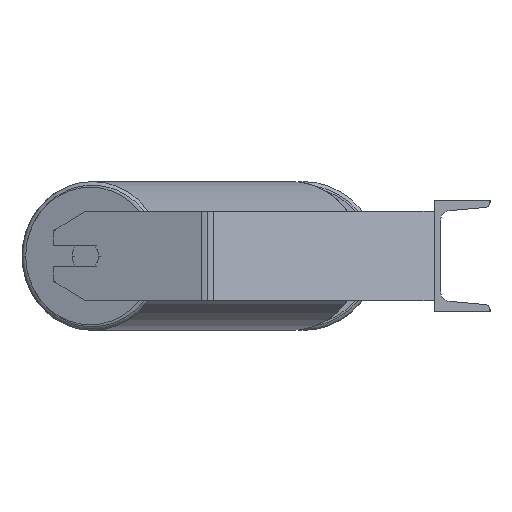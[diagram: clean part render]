
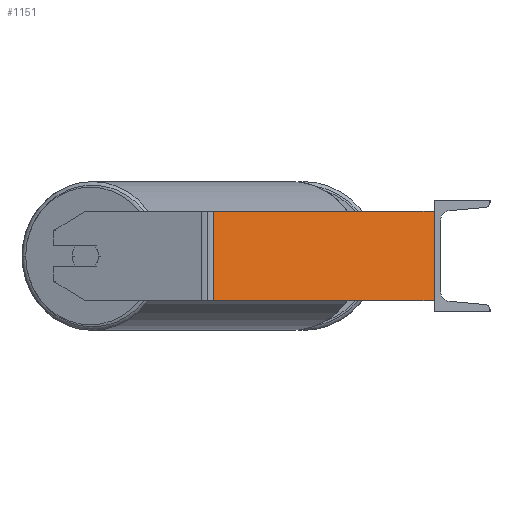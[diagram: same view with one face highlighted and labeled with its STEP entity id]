
A CAD part, left-side view. The second image highlights one B-rep face of the part: STEP entity #1151.
In plain terms, the highlighted planar face has unit normal (-0.94, -0.342, 0).
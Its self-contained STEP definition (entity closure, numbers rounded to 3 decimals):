
#405 = EDGE_CURVE ( 'NONE', #8269, #2803, #7264, .T. ) ;
#518 = EDGE_LOOP ( 'NONE', ( #6468, #3616, #6570, #1445 ) ) ;
#835 = DIRECTION ( 'NONE',  ( 0.342, -0.94, 0. ) ) ;
#924 = CARTESIAN_POINT ( 'NONE',  ( -858.588, 202.182, 40. ) ) ;
#937 = DIRECTION ( 'NONE',  ( 0.94, 0.342, 0. ) ) ;
#1114 = LINE ( 'NONE', #8188, #5826 ) ;
#1151 = ADVANCED_FACE ( 'NONE', ( #7954 ), #5253, .F. ) ;
#1235 = VECTOR ( 'NONE', #2120, 1000. ) ;
#1308 = VERTEX_POINT ( 'NONE', #4080 ) ;
#1379 = AXIS2_PLACEMENT_3D ( 'NONE', #8085, #937, #3735 ) ;
#1445 = ORIENTED_EDGE ( 'NONE', *, *, #405, .T. ) ;
#1768 = DIRECTION ( 'NONE',  ( 0., 0., -1. ) ) ;
#2120 = DIRECTION ( 'NONE',  ( 0.342, -0.94, 0. ) ) ;
#2208 = LINE ( 'NONE', #924, #4919 ) ;
#2803 = VERTEX_POINT ( 'NONE', #4450 ) ;
#2863 = CARTESIAN_POINT ( 'NONE',  ( -858.588, 202.182, -40. ) ) ;
#2885 = CARTESIAN_POINT ( 'NONE',  ( -856.596, 196.709, 40. ) ) ;
#3616 = ORIENTED_EDGE ( 'NONE', *, *, #7988, .F. ) ;
#3735 = DIRECTION ( 'NONE',  ( -0.342, 0.94, 0. ) ) ;
#4080 = CARTESIAN_POINT ( 'NONE',  ( -785., 0., -40. ) ) ;
#4336 = CARTESIAN_POINT ( 'NONE',  ( -856.596, 196.709, 40. ) ) ;
#4450 = CARTESIAN_POINT ( 'NONE',  ( -856.596, 196.709, -40. ) ) ;
#4919 = VECTOR ( 'NONE', #835, 1000. ) ;
#5253 = PLANE ( 'NONE',  #1379 ) ;
#5731 = LINE ( 'NONE', #2863, #1235 ) ;
#5826 = VECTOR ( 'NONE', #1768, 1000. ) ;
#6083 = VECTOR ( 'NONE', #7874, 1000. ) ;
#6190 = EDGE_CURVE ( 'NONE', #8269, #7640, #2208, .T. ) ;
#6468 = ORIENTED_EDGE ( 'NONE', *, *, #7335, .T. ) ;
#6570 = ORIENTED_EDGE ( 'NONE', *, *, #6190, .F. ) ;
#7264 = LINE ( 'NONE', #2885, #6083 ) ;
#7335 = EDGE_CURVE ( 'NONE', #2803, #1308, #5731, .T. ) ;
#7640 = VERTEX_POINT ( 'NONE', #7778 ) ;
#7778 = CARTESIAN_POINT ( 'NONE',  ( -785., 0., 40. ) ) ;
#7874 = DIRECTION ( 'NONE',  ( 0., 0., -1. ) ) ;
#7954 = FACE_OUTER_BOUND ( 'NONE', #518, .T. ) ;
#7988 = EDGE_CURVE ( 'NONE', #7640, #1308, #1114, .T. ) ;
#8085 = CARTESIAN_POINT ( 'NONE',  ( -858.588, 202.182, 40. ) ) ;
#8188 = CARTESIAN_POINT ( 'NONE',  ( -785., 0., 40. ) ) ;
#8269 = VERTEX_POINT ( 'NONE', #4336 ) ;
